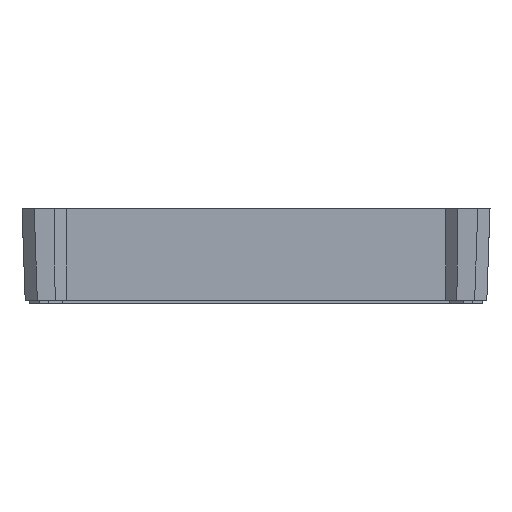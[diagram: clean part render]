
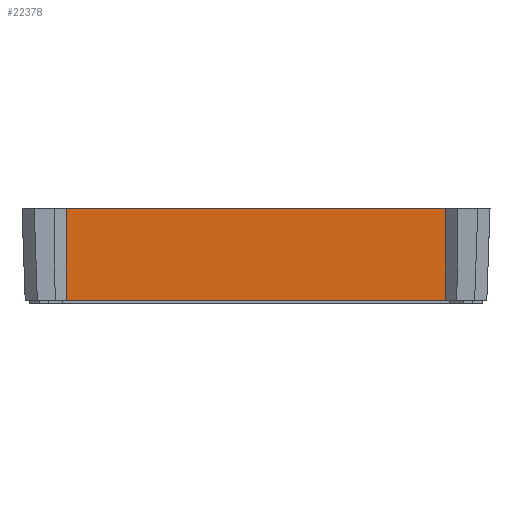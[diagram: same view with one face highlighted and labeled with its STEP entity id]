
A CAD part, front view. The second image highlights one B-rep face of the part: STEP entity #22378.
In plain terms, the highlighted planar face has unit normal (0, -1, -0.018).
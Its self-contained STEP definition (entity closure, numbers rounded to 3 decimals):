
#64 = CARTESIAN_POINT ( 'NONE',  ( 31.229, -10.655, -15. ) ) ;
#357 = ORIENTED_EDGE ( 'NONE', *, *, #23034, .T. ) ;
#364 = VECTOR ( 'NONE', #13010, 1000. ) ;
#1734 = EDGE_CURVE ( 'NONE', #12256, #1889, #15659, .T. ) ;
#1853 = VECTOR ( 'NONE', #17941, 1000. ) ;
#1889 = VERTEX_POINT ( 'NONE', #3654 ) ;
#3195 = CARTESIAN_POINT ( 'NONE',  ( -31.138, -10.917, 0. ) ) ;
#3654 = CARTESIAN_POINT ( 'NONE',  ( -31.12, -10.917, 0. ) ) ;
#4017 = DIRECTION ( 'NONE',  ( 0., 1., 0.017 ) ) ;
#5687 = VECTOR ( 'NONE', #6504, 1000. ) ;
#6017 = DIRECTION ( 'NONE',  ( 0., -0.017, 1. ) ) ;
#6504 = DIRECTION ( 'NONE',  ( -1., 0., 0. ) ) ;
#6808 = VECTOR ( 'NONE', #9858, 1000. ) ;
#8094 = CARTESIAN_POINT ( 'NONE',  ( -31.232, -10.646, -15.5 ) ) ;
#8771 = LINE ( 'NONE', #19477, #1853 ) ;
#9444 = FACE_OUTER_BOUND ( 'NONE', #18916, .T. ) ;
#9620 = LINE ( 'NONE', #8094, #6808 ) ;
#9858 = DIRECTION ( 'NONE',  ( -0.007, 0.017, -1. ) ) ;
#10359 = ORIENTED_EDGE ( 'NONE', *, *, #1734, .T. ) ;
#12256 = VERTEX_POINT ( 'NONE', #19422 ) ;
#13010 = DIRECTION ( 'NONE',  ( -1., 0., 0. ) ) ;
#14788 = LINE ( 'NONE', #20321, #364 ) ;
#15659 = LINE ( 'NONE', #3195, #5687 ) ;
#16121 = VERTEX_POINT ( 'NONE', #64 ) ;
#16246 = ORIENTED_EDGE ( 'NONE', *, *, #19624, .F. ) ;
#16618 = CARTESIAN_POINT ( 'NONE',  ( 31.232, -10.646, -15.5 ) ) ;
#16957 = PLANE ( 'NONE',  #22186 ) ;
#17941 = DIRECTION ( 'NONE',  ( 0.007, 0.017, -1. ) ) ;
#17956 = VERTEX_POINT ( 'NONE', #23191 ) ;
#18916 = EDGE_LOOP ( 'NONE', ( #19066, #16246, #10359, #357 ) ) ;
#19066 = ORIENTED_EDGE ( 'NONE', *, *, #20404, .F. ) ;
#19422 = CARTESIAN_POINT ( 'NONE',  ( 31.12, -10.917, 0. ) ) ;
#19477 = CARTESIAN_POINT ( 'NONE',  ( 31.232, -10.646, -15.5 ) ) ;
#19624 = EDGE_CURVE ( 'NONE', #12256, #16121, #8771, .T. ) ;
#20321 = CARTESIAN_POINT ( 'NONE',  ( 31.232, -10.655, -15. ) ) ;
#20404 = EDGE_CURVE ( 'NONE', #16121, #17956, #14788, .T. ) ;
#22186 = AXIS2_PLACEMENT_3D ( 'NONE', #16618, #4017, #6017 ) ;
#22378 = ADVANCED_FACE ( 'NONE', ( #9444 ), #16957, .F. ) ;
#23034 = EDGE_CURVE ( 'NONE', #1889, #17956, #9620, .T. ) ;
#23191 = CARTESIAN_POINT ( 'NONE',  ( -31.229, -10.655, -15. ) ) ;
